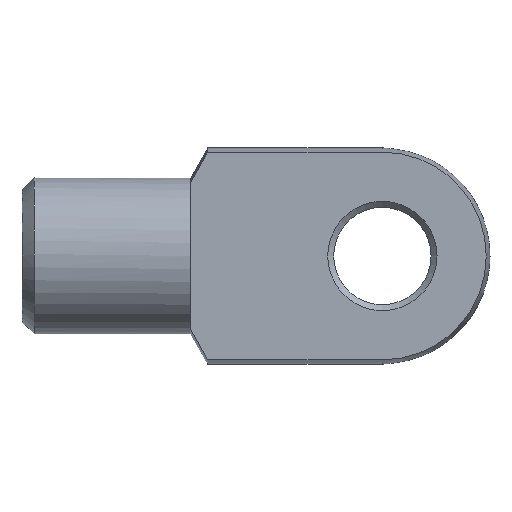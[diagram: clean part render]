
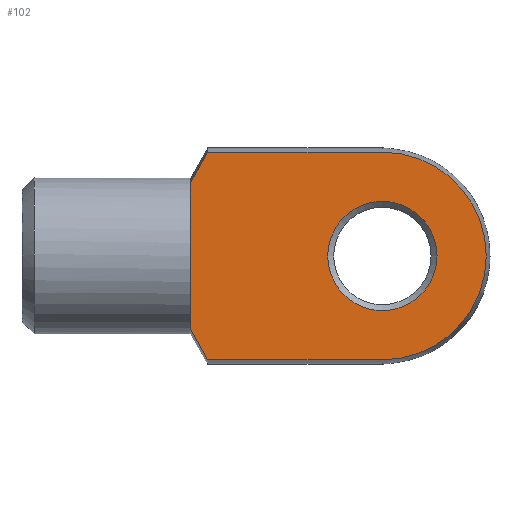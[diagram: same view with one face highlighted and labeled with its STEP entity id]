
A CAD part, front view. The second image highlights one B-rep face of the part: STEP entity #102.
In plain terms, the highlighted planar face has unit normal (0, -1, 0).
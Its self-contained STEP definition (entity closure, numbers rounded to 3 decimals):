
#65=PLANE('',#388);
#73=LINE('',#549,#82);
#74=LINE('',#555,#83);
#75=LINE('',#559,#84);
#82=VECTOR('',#443,1.);
#83=VECTOR('',#444,1.);
#84=VECTOR('',#447,1.);
#90=(
BOUNDED_CURVE()
B_SPLINE_CURVE(2,(#544,#545,#546),.UNSPECIFIED.,.F.,.F.)
B_SPLINE_CURVE_WITH_KNOTS((3,3),(0.,1.),.UNSPECIFIED.)
CURVE()
GEOMETRIC_REPRESENTATION_ITEM()
RATIONAL_B_SPLINE_CURVE((1.,1.015,1.))
REPRESENTATION_ITEM('')
);
#91=(
BOUNDED_CURVE()
B_SPLINE_CURVE(2,(#551,#552,#553),.UNSPECIFIED.,.F.,.F.)
B_SPLINE_CURVE_WITH_KNOTS((3,3),(0.,1.),.UNSPECIFIED.)
CURVE()
GEOMETRIC_REPRESENTATION_ITEM()
RATIONAL_B_SPLINE_CURVE((1.,1.015,1.))
REPRESENTATION_ITEM('')
);
#102=ADVANCED_FACE('',(#136,#137),#65,.T.);
#136=FACE_BOUND('',#156,.T.);
#137=FACE_BOUND('',#157,.T.);
#156=EDGE_LOOP('',(#193,#194,#195,#196,#197,#198));
#157=EDGE_LOOP('',(#199));
#193=ORIENTED_EDGE('',*,*,#318,.F.);
#194=ORIENTED_EDGE('',*,*,#319,.T.);
#195=ORIENTED_EDGE('',*,*,#320,.F.);
#196=ORIENTED_EDGE('',*,*,#321,.F.);
#197=ORIENTED_EDGE('',*,*,#322,.F.);
#198=ORIENTED_EDGE('',*,*,#323,.F.);
#199=ORIENTED_EDGE('',*,*,#317,.F.);
#283=VERTEX_POINT('',#542);
#284=VERTEX_POINT('',#547);
#285=VERTEX_POINT('',#548);
#286=VERTEX_POINT('',#550);
#287=VERTEX_POINT('',#554);
#288=VERTEX_POINT('',#556);
#289=VERTEX_POINT('',#558);
#317=EDGE_CURVE('',#283,#283,#359,.T.);
#318=EDGE_CURVE('',#284,#285,#90,.T.);
#319=EDGE_CURVE('',#284,#286,#73,.T.);
#320=EDGE_CURVE('',#287,#286,#91,.T.);
#321=EDGE_CURVE('',#288,#287,#74,.T.);
#322=EDGE_CURVE('',#289,#288,#360,.T.);
#323=EDGE_CURVE('',#285,#289,#75,.T.);
#359=CIRCLE('',#385,4.55);
#360=CIRCLE('',#387,8.646);
#385=AXIS2_PLACEMENT_3D('',#541,#439,#440);
#387=AXIS2_PLACEMENT_3D('',#557,#445,#446);
#388=AXIS2_PLACEMENT_3D('',#560,#448,#449);
#439=DIRECTION('',(0.,-1.,0.));
#440=DIRECTION('',(-1.,0.,0.));
#443=DIRECTION('',(0.,0.,-1.));
#444=DIRECTION('',(-1.,0.,0.));
#445=DIRECTION('',(0.,1.,0.));
#446=DIRECTION('',(0.,0.,-1.));
#447=DIRECTION('',(1.,0.,0.));
#448=DIRECTION('',(0.,-1.,0.));
#449=DIRECTION('',(-1.,0.,0.));
#541=CARTESIAN_POINT('',(30.,-2.5,0.));
#542=CARTESIAN_POINT('',(34.55,-2.5,0.));
#544=CARTESIAN_POINT('',(14.,-2.5,6.));
#545=CARTESIAN_POINT('',(14.591,-2.5,7.11));
#546=CARTESIAN_POINT('',(15.443,-2.5,8.646));
#547=CARTESIAN_POINT('',(14.,-2.5,6.));
#548=CARTESIAN_POINT('',(15.443,-2.5,8.646));
#549=CARTESIAN_POINT('',(14.,-2.5,-9.815));
#550=CARTESIAN_POINT('',(14.,-2.5,-6.));
#551=CARTESIAN_POINT('',(15.443,-2.5,-8.646));
#552=CARTESIAN_POINT('',(14.591,-2.5,-7.11));
#553=CARTESIAN_POINT('',(14.,-2.5,-6.));
#554=CARTESIAN_POINT('',(15.443,-2.5,-8.646));
#555=CARTESIAN_POINT('',(22.722,-2.5,-8.646));
#556=CARTESIAN_POINT('',(30.,-2.5,-8.646));
#557=CARTESIAN_POINT('',(30.,-2.5,0.));
#558=CARTESIAN_POINT('',(30.,-2.5,8.646));
#559=CARTESIAN_POINT('',(22.722,-2.5,8.646));
#560=CARTESIAN_POINT('',(27.513,-2.5,0.026));
